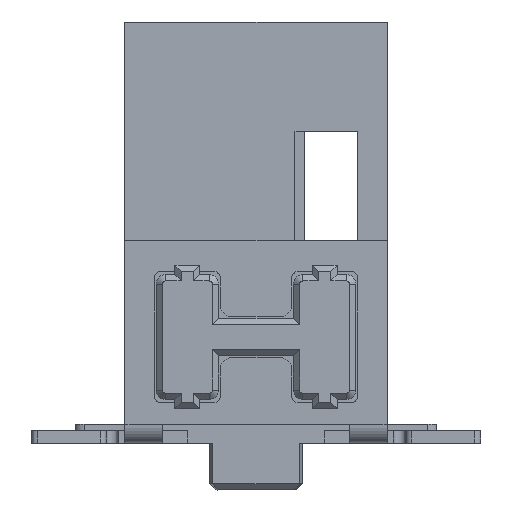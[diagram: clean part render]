
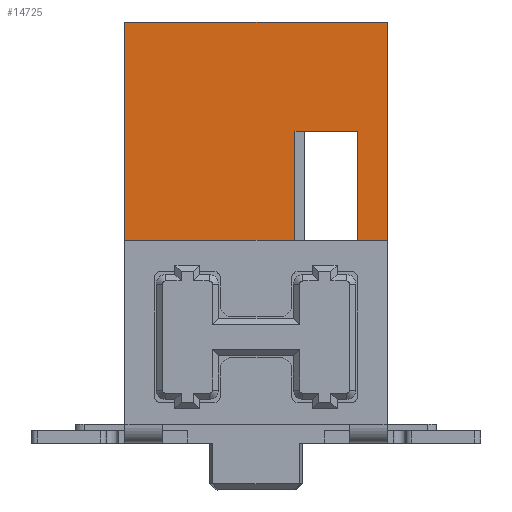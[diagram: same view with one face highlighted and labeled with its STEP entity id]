
A CAD part, left-side view. The second image highlights one B-rep face of the part: STEP entity #14725.
In plain terms, the highlighted planar face has unit normal (-1, 0, 0).
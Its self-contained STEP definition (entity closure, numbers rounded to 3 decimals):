
#469=FACE_OUTER_BOUND('',#1239,.T.);
#1239=EDGE_LOOP('',(#9876,#9877,#9878,#9879,#9880,#9881,#9882,#9883));
#2342=LINE('',#20723,#4327);
#2348=LINE('',#20735,#4333);
#2352=LINE('',#20743,#4337);
#2362=LINE('',#20764,#4347);
#2363=LINE('',#20765,#4348);
#2364=LINE('',#20767,#4349);
#2365=LINE('',#20769,#4350);
#2366=LINE('',#20770,#4351);
#4327=VECTOR('',#16733,1.75);
#4333=VECTOR('',#16743,2.725);
#4337=VECTOR('',#16747,0.475);
#4347=VECTOR('',#16761,1.);
#4348=VECTOR('',#16762,1.75);
#4349=VECTOR('',#16763,3.5);
#4350=VECTOR('',#16764,4.2);
#4351=VECTOR('',#16765,3.5);
#6312=VERTEX_POINT('',#20720);
#6313=VERTEX_POINT('',#20722);
#6317=VERTEX_POINT('',#20734);
#6320=VERTEX_POINT('',#20740);
#6321=VERTEX_POINT('',#20742);
#6330=VERTEX_POINT('',#20763);
#6331=VERTEX_POINT('',#20766);
#6332=VERTEX_POINT('',#20768);
#7707=EDGE_CURVE('',#6313,#6312,#2342,.T.);
#7713=EDGE_CURVE('',#6313,#6317,#2348,.T.);
#7717=EDGE_CURVE('',#6320,#6321,#2352,.T.);
#7727=EDGE_CURVE('',#6330,#6312,#2362,.T.);
#7728=EDGE_CURVE('',#6321,#6330,#2363,.T.);
#7729=EDGE_CURVE('',#6320,#6331,#2364,.T.);
#7730=EDGE_CURVE('',#6332,#6331,#2365,.T.);
#7731=EDGE_CURVE('',#6317,#6332,#2366,.T.);
#9876=ORIENTED_EDGE('',*,*,#7707,.T.);
#9877=ORIENTED_EDGE('',*,*,#7727,.F.);
#9878=ORIENTED_EDGE('',*,*,#7728,.F.);
#9879=ORIENTED_EDGE('',*,*,#7717,.F.);
#9880=ORIENTED_EDGE('',*,*,#7729,.T.);
#9881=ORIENTED_EDGE('',*,*,#7730,.F.);
#9882=ORIENTED_EDGE('',*,*,#7731,.F.);
#9883=ORIENTED_EDGE('',*,*,#7713,.F.);
#14039=PLANE('',#15627);
#14725=ADVANCED_FACE('',(#469),#14039,.T.);
#15627=AXIS2_PLACEMENT_3D('',#20762,#16759,#16760);
#16733=DIRECTION('',(0.,0.,1.));
#16743=DIRECTION('',(0.,1.,0.));
#16747=DIRECTION('',(0.,1.,0.));
#16759=DIRECTION('center_axis',(-1.,0.,0.));
#16760=DIRECTION('ref_axis',(0.,-1.,0.));
#16761=DIRECTION('',(0.,1.,0.));
#16762=DIRECTION('',(0.,0.,1.));
#16763=DIRECTION('',(0.,0.,1.));
#16764=DIRECTION('',(0.,-1.,0.));
#16765=DIRECTION('',(0.,0.,1.));
#20720=CARTESIAN_POINT('',(-14.075,-0.625,5.));
#20722=CARTESIAN_POINT('',(-14.075,-0.625,3.25));
#20723=CARTESIAN_POINT('',(-14.075,-0.625,3.25));
#20734=CARTESIAN_POINT('',(-14.075,2.1,3.25));
#20735=CARTESIAN_POINT('',(-14.075,-0.625,3.25));
#20740=CARTESIAN_POINT('',(-14.075,-2.1,3.25));
#20742=CARTESIAN_POINT('',(-14.075,-1.625,3.25));
#20743=CARTESIAN_POINT('',(-14.075,-2.1,3.25));
#20762=CARTESIAN_POINT('Origin',(-14.075,2.1,3.25));
#20763=CARTESIAN_POINT('',(-14.075,-1.625,5.));
#20764=CARTESIAN_POINT('',(-14.075,-1.625,5.));
#20765=CARTESIAN_POINT('',(-14.075,-1.625,3.25));
#20766=CARTESIAN_POINT('',(-14.075,-2.1,6.75));
#20767=CARTESIAN_POINT('',(-14.075,-2.1,3.25));
#20768=CARTESIAN_POINT('',(-14.075,2.1,6.75));
#20769=CARTESIAN_POINT('',(-14.075,2.1,6.75));
#20770=CARTESIAN_POINT('',(-14.075,2.1,3.25));
